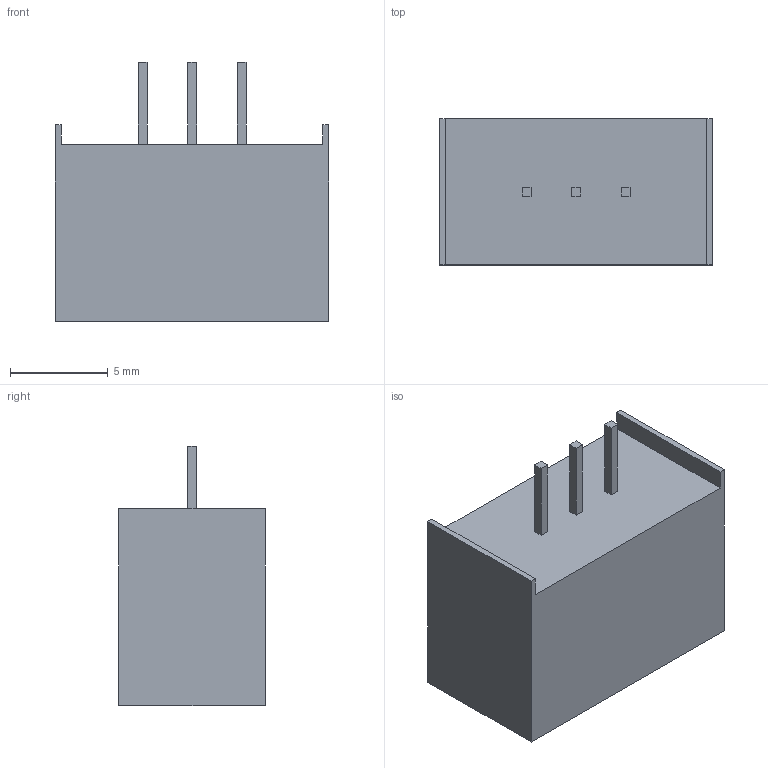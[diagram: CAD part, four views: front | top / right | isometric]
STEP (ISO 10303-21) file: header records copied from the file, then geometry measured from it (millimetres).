
FILE_DESCRIPTION(/* description */ (''),/* implementation_level */ '2;1');
FILE_NAME(/* name */ 'tsr_2_2450 v1.step',/* time_stamp */ '2019-07-11T10:32:57+01:00',/* author */ (''),/* organization */ (''),/* preprocessor_version */ 'ST-DEVELOPER v18',/* originating_system */ 'Autodesk Translation Framework v8.2.0.1029',/* authorisation */ '');
FILE_SCHEMA (('AUTOMOTIVE_DESIGN { 1 0 10303 214 3 1 1 }'));
Length unit declared in the file: millimetre
Products named in the file (1): tsr_2_2450
Bounding box: 14 x 7.5 x 13.3 mm (x, y, z)
Volume: 961.6 mm3; surface area: 665.1 mm2
Topology: 4 solids, 4 shells, 167 faces, 420 edges, 280 vertices
Faces by surface type: plane 147, cylinder 20
Entity records: 5014 total; most frequent: CARTESIAN_POINT 868, ORIENTED_EDGE 840, DIRECTION 796, EDGE_CURVE 420, LINE 380, VECTOR 380, VERTEX_POINT 280, AXIS2_PLACEMENT_3D 208
